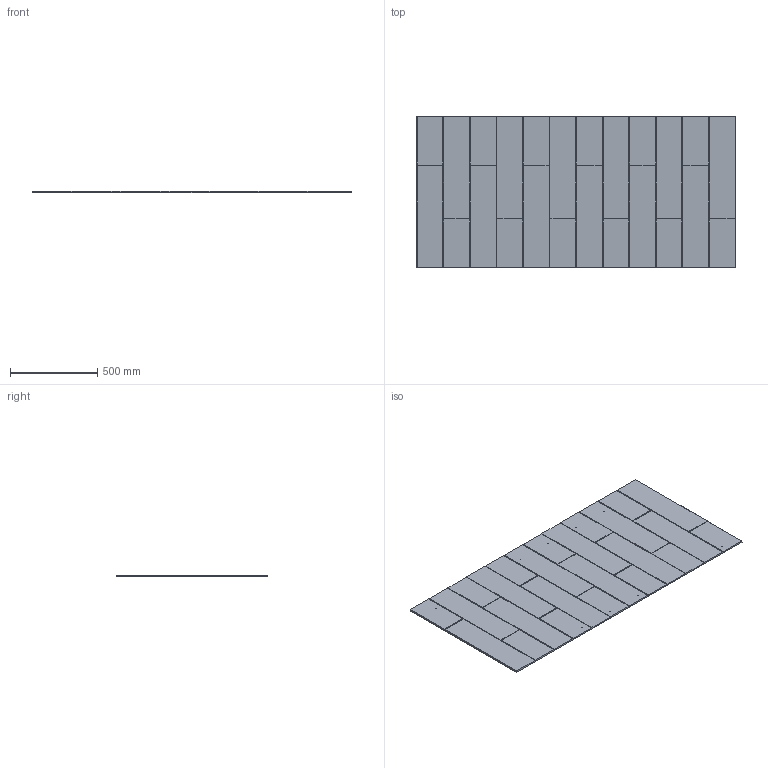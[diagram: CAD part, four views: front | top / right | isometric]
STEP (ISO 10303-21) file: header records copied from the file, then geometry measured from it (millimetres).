
FILE_DESCRIPTION (( 'STEP AP203' ), '1' );
FILE_NAME ('MSMK7234.STEP', '2021-10-26T13:58:44', ( '' ), ( '' ), 'SwSTEP 2.0', 'SolidWorks 2020', '' );
FILE_SCHEMA (( 'CONFIG_CONTROL_DESIGN' ));
Length unit declared in the file: inch
Products named in the file (1): MSMK7234
Bounding box: 1829.77 x 863.6 x 9.53 mm (x, y, z)
Volume: 15009318.1 mm3; surface area: 3219053.6 mm2
Topology: 1 solids, 1 shells, 459 faces, 1195 edges, 755 vertices
Faces by surface type: cylinder 177, plane 144, bspline 97, torus 36, cone 4, sphere 1
Entity records: 25698 total; most frequent: CARTESIAN_POINT 15406, ORIENTED_EDGE 2388, DIRECTION 1703, EDGE_CURVE 1194, VERTEX_POINT 755, AXIS2_PLACEMENT_3D 599, VECTOR 505, LINE 505
